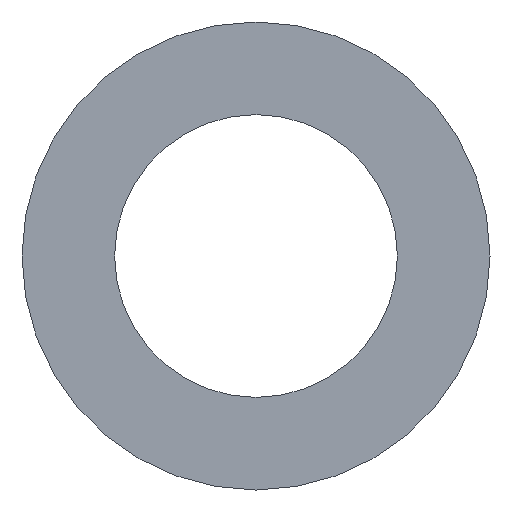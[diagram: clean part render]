
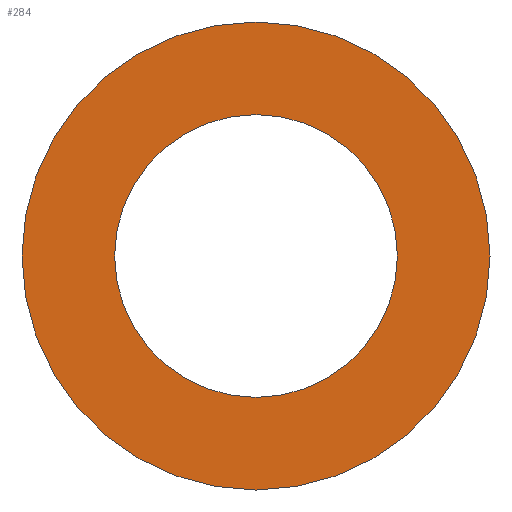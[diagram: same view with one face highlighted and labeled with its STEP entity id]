
A CAD part, front view. The second image highlights one B-rep face of the part: STEP entity #284.
In plain terms, the highlighted planar face has unit normal (0, -1, 0).
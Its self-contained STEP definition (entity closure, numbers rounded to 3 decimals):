
#130=CARTESIAN_POINT('',(2.4,0.0,0.0));
#131=VERTEX_POINT('',#130);
#140=CARTESIAN_POINT('',(-2.4,0.0,0.));
#141=VERTEX_POINT('',#140);
#142=CARTESIAN_POINT('',(0.0,0.0,0.0));
#143=DIRECTION('',(0.0,-1.0,0.0));
#144=DIRECTION('',(1.0,0.0,0.0));
#145=AXIS2_PLACEMENT_3D('',#142,#143,#144);
#146=CIRCLE('',#145,2.4);
#147=EDGE_CURVE('',#141,#131,#146,.T.);
#174=CARTESIAN_POINT('',(1.45,0.0,0.0));
#175=VERTEX_POINT('',#174);
#191=CARTESIAN_POINT('',(-1.45,0.0,0.));
#192=VERTEX_POINT('',#191);
#199=CARTESIAN_POINT('',(0.0,0.0,0.0));
#200=DIRECTION('',(0.0,1.0,0.0));
#201=DIRECTION('',(1.0,0.0,0.0));
#202=AXIS2_PLACEMENT_3D('',#199,#200,#201);
#203=CIRCLE('',#202,1.45);
#204=EDGE_CURVE('',#175,#192,#203,.T.);
#215=CARTESIAN_POINT('',(0.0,0.0,0.0));
#216=DIRECTION('',(0.0,1.0,0.0));
#217=DIRECTION('',(1.0,0.0,0.0));
#218=AXIS2_PLACEMENT_3D('',#215,#216,#217);
#219=CIRCLE('',#218,1.45);
#220=EDGE_CURVE('',#192,#175,#219,.T.);
#247=CARTESIAN_POINT('',(0.0,0.0,0.0));
#248=DIRECTION('',(0.0,-1.0,0.0));
#249=DIRECTION('',(1.0,0.0,0.0));
#250=AXIS2_PLACEMENT_3D('',#247,#248,#249);
#251=CIRCLE('',#250,2.4);
#252=EDGE_CURVE('',#131,#141,#251,.T.);
#271=CARTESIAN_POINT('',(0.0,0.0,0.0));
#272=DIRECTION('',(0.0,-1.0,0.0));
#273=DIRECTION('',(1.0,0.0,0.0));
#274=AXIS2_PLACEMENT_3D('',#271,#272,#273);
#275=PLANE('',#274);
#276=ORIENTED_EDGE('',*,*,#252,.T.);
#277=ORIENTED_EDGE('',*,*,#147,.T.);
#278=EDGE_LOOP('',(#276,#277));
#279=FACE_OUTER_BOUND('',#278,.T.);
#280=ORIENTED_EDGE('',*,*,#204,.T.);
#281=ORIENTED_EDGE('',*,*,#220,.T.);
#282=EDGE_LOOP('',(#280,#281));
#283=FACE_BOUND('',#282,.T.);
#284=ADVANCED_FACE('',(#279,#283),#275,.T.);
